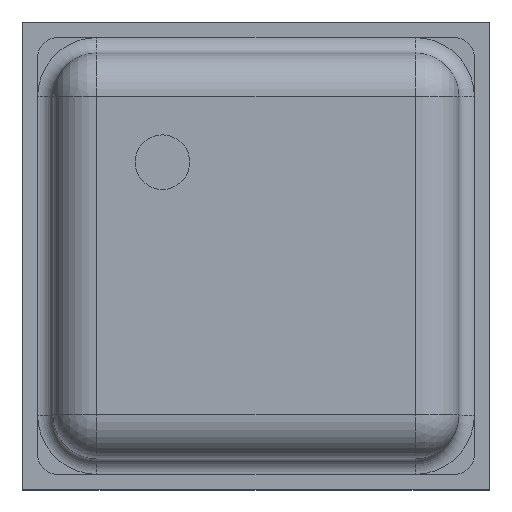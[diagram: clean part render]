
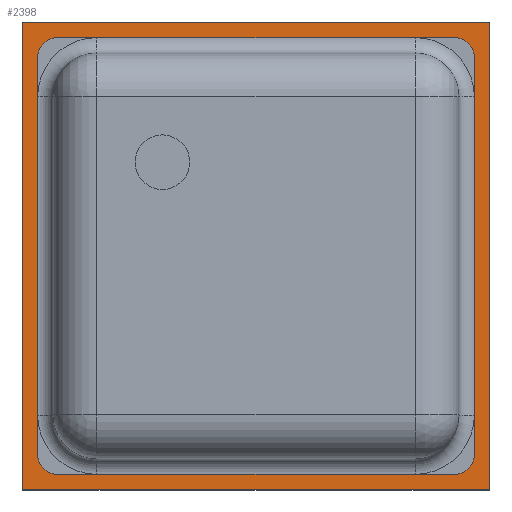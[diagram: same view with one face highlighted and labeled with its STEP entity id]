
A CAD part, top view. The second image highlights one B-rep face of the part: STEP entity #2398.
In plain terms, the highlighted planar face has unit normal (0, 0, 1).
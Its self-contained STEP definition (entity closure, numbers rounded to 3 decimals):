
#697 = PLANE('',#698);
#698 = AXIS2_PLACEMENT_3D('',#699,#700,#701);
#699 = CARTESIAN_POINT('',(-1.5,1.5,0.13));
#700 = DIRECTION('',(0.,-1.,0.));
#701 = DIRECTION('',(1.,0.,0.));
#725 = PLANE('',#726);
#726 = AXIS2_PLACEMENT_3D('',#727,#728,#729);
#727 = CARTESIAN_POINT('',(1.5,1.5,0.13));
#728 = DIRECTION('',(-1.,0.,0.));
#729 = DIRECTION('',(0.,-1.,0.));
#1180 = PLANE('',#1181);
#1181 = AXIS2_PLACEMENT_3D('',#1182,#1183,#1184);
#1182 = CARTESIAN_POINT('',(-1.5,1.5,0.13));
#1183 = DIRECTION('',(1.,0.,0.));
#1184 = DIRECTION('',(0.,1.,0.));
#1351 = PLANE('',#1352);
#1352 = AXIS2_PLACEMENT_3D('',#1353,#1354,#1355);
#1353 = CARTESIAN_POINT('',(-1.5,-1.5,0.13));
#1354 = DIRECTION('',(0.,1.,0.));
#1355 = DIRECTION('',(-1.,0.,0.));
#1700 = VERTEX_POINT('',#1701);
#1701 = CARTESIAN_POINT('',(1.5,1.5,0.13));
#1722 = EDGE_CURVE('',#1723,#1700,#1725,.T.);
#1723 = VERTEX_POINT('',#1724);
#1724 = CARTESIAN_POINT('',(1.5,-1.5,0.13));
#1725 = SURFACE_CURVE('',#1726,(#1730,#1737),.PCURVE_S1.);
#1726 = LINE('',#1727,#1728);
#1727 = CARTESIAN_POINT('',(1.5,1.5,0.13));
#1728 = VECTOR('',#1729,1.);
#1729 = DIRECTION('',(0.,1.,0.));
#1730 = PCURVE('',#725,#1731);
#1731 = DEFINITIONAL_REPRESENTATION('',(#1732),#1736);
#1732 = LINE('',#1733,#1734);
#1733 = CARTESIAN_POINT('',(0.,0.));
#1734 = VECTOR('',#1735,1.);
#1735 = DIRECTION('',(-1.,0.));
#1736 = ( GEOMETRIC_REPRESENTATION_CONTEXT(2) 
PARAMETRIC_REPRESENTATION_CONTEXT() REPRESENTATION_CONTEXT('2D SPACE',''
  ) );
#1737 = PCURVE('',#1738,#1743);
#1738 = PLANE('',#1739);
#1739 = AXIS2_PLACEMENT_3D('',#1740,#1741,#1742);
#1740 = CARTESIAN_POINT('',(0.,0.,0.13)
  );
#1741 = DIRECTION('',(0.,0.,1.));
#1742 = DIRECTION('',(0.,1.,0.));
#1743 = DEFINITIONAL_REPRESENTATION('',(#1744),#1748);
#1744 = LINE('',#1745,#1746);
#1745 = CARTESIAN_POINT('',(1.5,-1.5));
#1746 = VECTOR('',#1747,1.);
#1747 = DIRECTION('',(1.,-0.));
#1748 = ( GEOMETRIC_REPRESENTATION_CONTEXT(2) 
PARAMETRIC_REPRESENTATION_CONTEXT() REPRESENTATION_CONTEXT('2D SPACE',''
  ) );
#1980 = VERTEX_POINT('',#1981);
#1981 = CARTESIAN_POINT('',(-1.5,1.5,0.13));
#2002 = EDGE_CURVE('',#1700,#1980,#2003,.T.);
#2003 = SURFACE_CURVE('',#2004,(#2008,#2015),.PCURVE_S1.);
#2004 = LINE('',#2005,#2006);
#2005 = CARTESIAN_POINT('',(-1.5,1.5,0.13));
#2006 = VECTOR('',#2007,1.);
#2007 = DIRECTION('',(-1.,0.,0.));
#2008 = PCURVE('',#697,#2009);
#2009 = DEFINITIONAL_REPRESENTATION('',(#2010),#2014);
#2010 = LINE('',#2011,#2012);
#2011 = CARTESIAN_POINT('',(0.,0.));
#2012 = VECTOR('',#2013,1.);
#2013 = DIRECTION('',(-1.,0.));
#2014 = ( GEOMETRIC_REPRESENTATION_CONTEXT(2) 
PARAMETRIC_REPRESENTATION_CONTEXT() REPRESENTATION_CONTEXT('2D SPACE',''
  ) );
#2015 = PCURVE('',#1738,#2016);
#2016 = DEFINITIONAL_REPRESENTATION('',(#2017),#2021);
#2017 = LINE('',#2018,#2019);
#2018 = CARTESIAN_POINT('',(1.5,1.5));
#2019 = VECTOR('',#2020,1.);
#2020 = DIRECTION('',(0.,1.));
#2021 = ( GEOMETRIC_REPRESENTATION_CONTEXT(2) 
PARAMETRIC_REPRESENTATION_CONTEXT() REPRESENTATION_CONTEXT('2D SPACE',''
  ) );
#2097 = VERTEX_POINT('',#2098);
#2098 = CARTESIAN_POINT('',(-1.5,-1.5,0.13));
#2119 = EDGE_CURVE('',#1980,#2097,#2120,.T.);
#2120 = SURFACE_CURVE('',#2121,(#2125,#2132),.PCURVE_S1.);
#2121 = LINE('',#2122,#2123);
#2122 = CARTESIAN_POINT('',(-1.5,1.5,0.13));
#2123 = VECTOR('',#2124,1.);
#2124 = DIRECTION('',(0.,-1.,0.));
#2125 = PCURVE('',#1180,#2126);
#2126 = DEFINITIONAL_REPRESENTATION('',(#2127),#2131);
#2127 = LINE('',#2128,#2129);
#2128 = CARTESIAN_POINT('',(0.,0.));
#2129 = VECTOR('',#2130,1.);
#2130 = DIRECTION('',(-1.,0.));
#2131 = ( GEOMETRIC_REPRESENTATION_CONTEXT(2) 
PARAMETRIC_REPRESENTATION_CONTEXT() REPRESENTATION_CONTEXT('2D SPACE',''
  ) );
#2132 = PCURVE('',#1738,#2133);
#2133 = DEFINITIONAL_REPRESENTATION('',(#2134),#2138);
#2134 = LINE('',#2135,#2136);
#2135 = CARTESIAN_POINT('',(1.5,1.5));
#2136 = VECTOR('',#2137,1.);
#2137 = DIRECTION('',(-1.,0.));
#2138 = ( GEOMETRIC_REPRESENTATION_CONTEXT(2) 
PARAMETRIC_REPRESENTATION_CONTEXT() REPRESENTATION_CONTEXT('2D SPACE',''
  ) );
#2377 = EDGE_CURVE('',#2097,#1723,#2378,.T.);
#2378 = SURFACE_CURVE('',#2379,(#2383,#2390),.PCURVE_S1.);
#2379 = LINE('',#2380,#2381);
#2380 = CARTESIAN_POINT('',(-1.5,-1.5,0.13));
#2381 = VECTOR('',#2382,1.);
#2382 = DIRECTION('',(1.,0.,0.));
#2383 = PCURVE('',#1351,#2384);
#2384 = DEFINITIONAL_REPRESENTATION('',(#2385),#2389);
#2385 = LINE('',#2386,#2387);
#2386 = CARTESIAN_POINT('',(0.,0.));
#2387 = VECTOR('',#2388,1.);
#2388 = DIRECTION('',(-1.,0.));
#2389 = ( GEOMETRIC_REPRESENTATION_CONTEXT(2) 
PARAMETRIC_REPRESENTATION_CONTEXT() REPRESENTATION_CONTEXT('2D SPACE',''
  ) );
#2390 = PCURVE('',#1738,#2391);
#2391 = DEFINITIONAL_REPRESENTATION('',(#2392),#2396);
#2392 = LINE('',#2393,#2394);
#2393 = CARTESIAN_POINT('',(-1.5,1.5));
#2394 = VECTOR('',#2395,1.);
#2395 = DIRECTION('',(0.,-1.));
#2396 = ( GEOMETRIC_REPRESENTATION_CONTEXT(2) 
PARAMETRIC_REPRESENTATION_CONTEXT() REPRESENTATION_CONTEXT('2D SPACE',''
  ) );
#2398 = ADVANCED_FACE('',(#2399),#1738,.T.);
#2399 = FACE_BOUND('',#2400,.T.);
#2400 = EDGE_LOOP('',(#2401,#2402,#2403,#2404));
#2401 = ORIENTED_EDGE('',*,*,#1722,.T.);
#2402 = ORIENTED_EDGE('',*,*,#2002,.T.);
#2403 = ORIENTED_EDGE('',*,*,#2119,.T.);
#2404 = ORIENTED_EDGE('',*,*,#2377,.T.);
